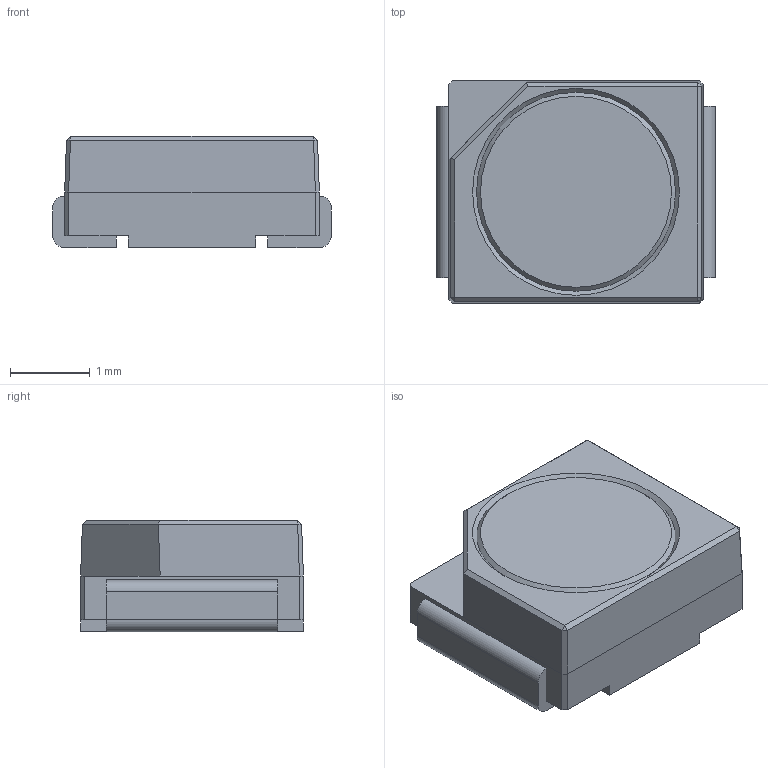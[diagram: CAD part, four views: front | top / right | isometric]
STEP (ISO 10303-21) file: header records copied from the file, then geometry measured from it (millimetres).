
FILE_DESCRIPTION(('FreeCAD Model'),'2;1');
FILE_NAME('Open CASCADE Shape Model','2023-08-27T03:02:30',(''),(''), 'Open CASCADE STEP processor 7.6','FreeCAD','Unknown');
FILE_SCHEMA(('AUTOMOTIVE_DESIGN { 1 0 10303 214 1 1 1 1 }'));
Length unit declared in the file: millimetre
Products named in the file (4): Unnamed; Body; lens; legs
Assembly tree (3 placements, depth 2):
  Unnamed
    Body
    lens
    legs
Bounding box: 3.5 x 2.8 x 1.4 mm (x, y, z)
Surface area: 74.1 mm2
Topology: 3 solids, 3 shells, 51 faces, 112 edges, 68 vertices
Faces by surface type: plane 33, bspline 11, cylinder 5, cone 2
Full cylindrical faces by diameter (mm): 2.5 x1
Entity records: 1607 total; most frequent: CARTESIAN_POINT 479, ORIENTED_EDGE 224, DIRECTION 185, EDGE_CURVE 112, LINE 71, VECTOR 71, VERTEX_POINT 68, AXIS2_PLACEMENT_3D 57
